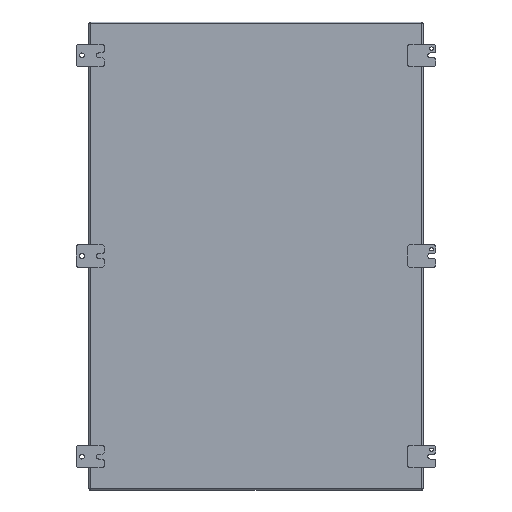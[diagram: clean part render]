
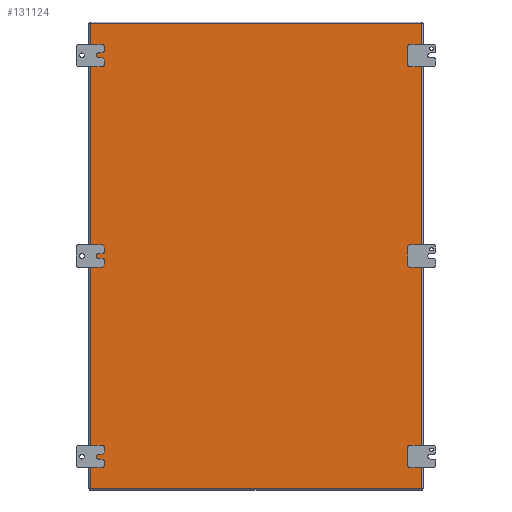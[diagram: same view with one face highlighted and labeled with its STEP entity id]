
A CAD part, left-side view. The second image highlights one B-rep face of the part: STEP entity #131124.
In plain terms, the highlighted face is planar.
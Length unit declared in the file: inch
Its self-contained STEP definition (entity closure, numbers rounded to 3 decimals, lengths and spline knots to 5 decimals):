
#4303 = EDGE_CURVE ( 'NONE', #89253, #38543, #100804, .T. ) ;
#7875 = LINE ( 'NONE', #137418, #68422 ) ;
#13200 = EDGE_CURVE ( 'NONE', #92627, #89253, #7875, .T. ) ;
#13715 = CARTESIAN_POINT ( 'NONE',  ( -20.905, 0.095, 14.857 ) ) ;
#16321 = EDGE_CURVE ( 'NONE', #38543, #42963, #89303, .T. ) ;
#22674 = FACE_OUTER_BOUND ( 'NONE', #115279, .T. ) ;
#24339 = DIRECTION ( 'NONE',  ( 0., 0., -1. ) ) ;
#30687 = ORIENTED_EDGE ( 'NONE', *, *, #4303, .F. ) ;
#35995 = ORIENTED_EDGE ( 'NONE', *, *, #13200, .F. ) ;
#38177 = CARTESIAN_POINT ( 'NONE',  ( -20.857, 0.095, -14.857 ) ) ;
#38543 = VERTEX_POINT ( 'NONE', #128637 ) ;
#42881 = CARTESIAN_POINT ( 'NONE',  ( 20.857, 0.095, 14.857 ) ) ;
#42963 = VERTEX_POINT ( 'NONE', #38177 ) ;
#45024 = EDGE_CURVE ( 'NONE', #42963, #92627, #86817, .T. ) ;
#48257 = CARTESIAN_POINT ( 'NONE',  ( -20.905, 0.095, -14.857 ) ) ;
#59247 = DIRECTION ( 'NONE',  ( 0., 0., 1. ) ) ;
#59676 = DIRECTION ( 'NONE',  ( 1., 0., 0. ) ) ;
#68422 = VECTOR ( 'NONE', #59247, 39.37008 ) ;
#72504 = ORIENTED_EDGE ( 'NONE', *, *, #16321, .F. ) ;
#72792 = ORIENTED_EDGE ( 'NONE', *, *, #45024, .F. ) ;
#72817 = CARTESIAN_POINT ( 'NONE',  ( -20.857, 0.095, -14.905 ) ) ;
#85218 = DIRECTION ( 'NONE',  ( 0., 0., -1. ) ) ;
#86817 = LINE ( 'NONE', #48257, #133094 ) ;
#89253 = VERTEX_POINT ( 'NONE', #42881 ) ;
#89303 = LINE ( 'NONE', #72817, #139108 ) ;
#92627 = VERTEX_POINT ( 'NONE', #139393 ) ;
#93453 = PLANE ( 'NONE',  #140201 ) ;
#100804 = LINE ( 'NONE', #13715, #123924 ) ;
#115279 = EDGE_LOOP ( 'NONE', ( #35995, #72792, #72504, #30687 ) ) ;
#116363 = CARTESIAN_POINT ( 'NONE',  ( -20.905, 0.095, -14.905 ) ) ;
#123924 = VECTOR ( 'NONE', #139051, 39.37008 ) ;
#128637 = CARTESIAN_POINT ( 'NONE',  ( -20.857, 0.095, 14.857 ) ) ;
#131124 = ADVANCED_FACE ( 'NONE', ( #22674 ), #93453, .F. ) ;
#133094 = VECTOR ( 'NONE', #59676, 39.37008 ) ;
#137418 = CARTESIAN_POINT ( 'NONE',  ( 20.857, 0.095, -14.905 ) ) ;
#137709 = DIRECTION ( 'NONE',  ( 0., -1., 0. ) ) ;
#139051 = DIRECTION ( 'NONE',  ( -1., 0., 0. ) ) ;
#139108 = VECTOR ( 'NONE', #85218, 39.37008 ) ;
#139393 = CARTESIAN_POINT ( 'NONE',  ( 20.857, 0.095, -14.857 ) ) ;
#140201 = AXIS2_PLACEMENT_3D ( 'NONE', #116363, #137709, #24339 ) ;
